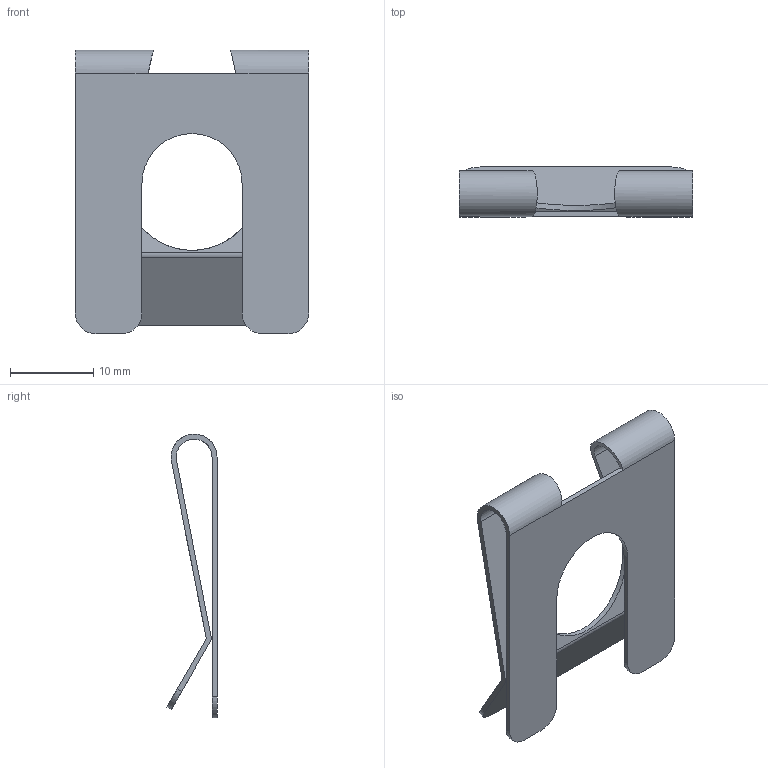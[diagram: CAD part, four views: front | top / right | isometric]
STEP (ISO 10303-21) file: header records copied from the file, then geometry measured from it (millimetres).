
FILE_DESCRIPTION (( 'STEP AP214' ), '1' );
FILE_NAME ('76.05.03.0008.step', '2021-04-02T18:09:37', ( '' ), ( '' ), 'SwSTEP 2.0', 'SolidWorks 2021', '' );
FILE_SCHEMA (( 'AUTOMOTIVE_DESIGN' ));
Length unit declared in the file: millimetre
Products named in the file (1): 76.05.03.0008
Bounding box: 28 x 6 x 34.01 mm (x, y, z)
Volume: 804.2 mm3; surface area: 2868.6 mm2
Topology: 1 solids, 1 shells, 30 faces, 86 edges, 56 vertices
Faces by surface type: plane 16, cylinder 14
Entity records: 1036 total; most frequent: CARTESIAN_POINT 209, ORIENTED_EDGE 172, DIRECTION 164, EDGE_CURVE 86, LINE 58, VECTOR 58, VERTEX_POINT 56, AXIS2_PLACEMENT_3D 53
